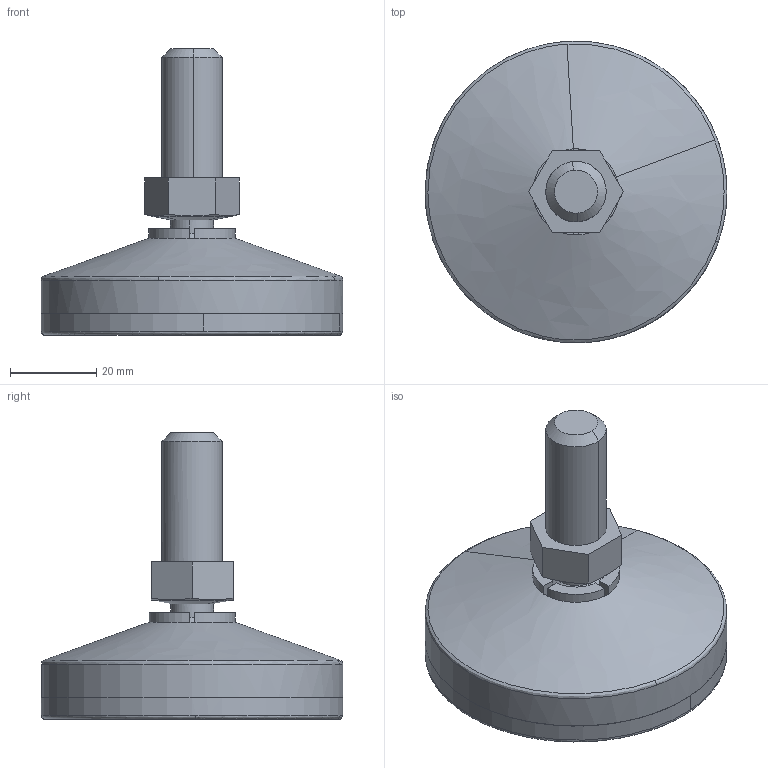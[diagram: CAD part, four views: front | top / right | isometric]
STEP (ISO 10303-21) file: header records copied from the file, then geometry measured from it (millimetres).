
FILE_DESCRIPTION((''),'2;1');
FILE_NAME('','2005-12-15T09:43:40',(''),(''),'','CADfix','');
FILE_SCHEMA(('AUTOMOTIVE_DESIGN'));
Length unit declared in the file: millimetre
Products named in the file (4): foot; cover; bolt; TM_93_5_7117_36
Assembly tree (3 placements, depth 2):
  TM_93_5_7117_36
    foot
    cover
    bolt
Bounding box: 70 x 69.95 x 66.5 mm (x, y, z)
Volume: 75634 mm3; surface area: 26453.1 mm2
Topology: 3 solids, 3 shells, 78 faces, 256 edges, 186 vertices
Faces by surface type: bspline 78
Entity records: 3235 total; most frequent: CARTESIAN_POINT 1812, ORIENTED_EDGE 512, EDGE_CURVE 256, VERTEX_POINT 186, EDGE_LOOP 82, QUASI_UNIFORM_CURVE 78, FACE_OUTER_BOUND 78, ADVANCED_FACE 78
